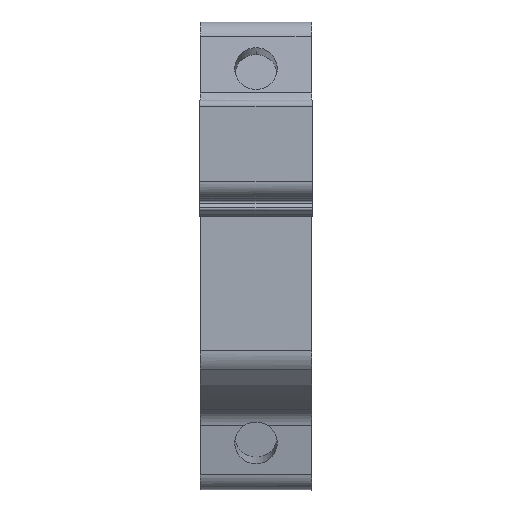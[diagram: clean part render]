
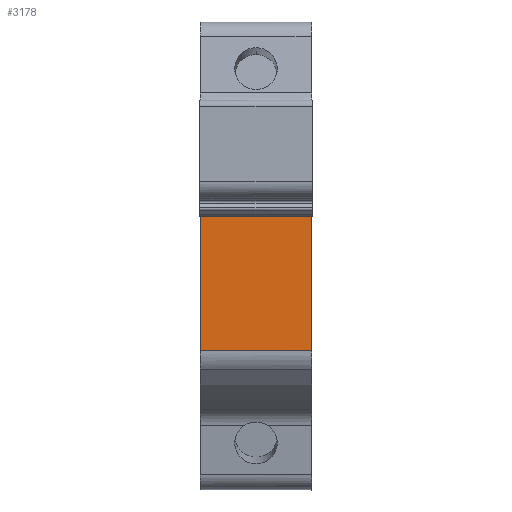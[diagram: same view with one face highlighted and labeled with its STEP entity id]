
A CAD part, top view. The second image highlights one B-rep face of the part: STEP entity #3178.
In plain terms, the highlighted planar face has unit normal (0, 0, 1).
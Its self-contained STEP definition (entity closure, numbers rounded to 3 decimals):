
#3117=AXIS2_PLACEMENT_3D('Plane Axis2P3D',#3114,#3115,#3116) ;
#615=CARTESIAN_POINT('Vertex',(0.1,21.554,52.25)) ;
#618=CARTESIAN_POINT('Line Origine',(0.1,32.,52.25)) ;
#622=CARTESIAN_POINT('Vertex',(0.1,42.445,52.25)) ;
#848=CARTESIAN_POINT('Vertex',(17.4,42.445,52.25)) ;
#851=CARTESIAN_POINT('Line Origine',(17.4,32.,52.25)) ;
#855=CARTESIAN_POINT('Vertex',(17.4,21.554,52.25)) ;
#3100=CARTESIAN_POINT('Line Origine',(8.75,21.554,52.25)) ;
#3114=CARTESIAN_POINT('Axis2P3D Location',(16.,22.423,52.25)) ;
#3119=CARTESIAN_POINT('Line Origine',(17.275,42.445,52.25)) ;
#3123=CARTESIAN_POINT('Vertex',(17.15,42.445,52.25)) ;
#3126=CARTESIAN_POINT('Line Origine',(16.65,42.445,52.25)) ;
#3130=CARTESIAN_POINT('Vertex',(16.15,42.445,52.25)) ;
#3133=CARTESIAN_POINT('Line Origine',(15.945,42.445,52.25)) ;
#3137=CARTESIAN_POINT('Vertex',(15.741,42.445,52.25)) ;
#3140=CARTESIAN_POINT('Line Origine',(8.8,42.445,52.25)) ;
#3144=CARTESIAN_POINT('Vertex',(1.859,42.445,52.25)) ;
#3147=CARTESIAN_POINT('Line Origine',(1.605,42.445,52.25)) ;
#3151=CARTESIAN_POINT('Vertex',(1.35,42.445,52.25)) ;
#3154=CARTESIAN_POINT('Line Origine',(0.85,42.445,52.25)) ;
#3158=CARTESIAN_POINT('Vertex',(0.35,42.445,52.25)) ;
#3161=CARTESIAN_POINT('Line Origine',(0.225,42.445,52.25)) ;
#619=DIRECTION('Vector Direction',(0.,-1.,0.)) ;
#852=DIRECTION('Vector Direction',(0.,-1.,0.)) ;
#3101=DIRECTION('Vector Direction',(-1.,0.,0.)) ;
#3115=DIRECTION('Axis2P3D Direction',(0.,0.,1.)) ;
#3116=DIRECTION('Axis2P3D XDirection',(0.,1.,0.)) ;
#3120=DIRECTION('Vector Direction',(-1.,0.,0.)) ;
#3127=DIRECTION('Vector Direction',(-1.,0.,0.)) ;
#3134=DIRECTION('Vector Direction',(-1.,0.,0.)) ;
#3141=DIRECTION('Vector Direction',(1.,0.,0.)) ;
#3148=DIRECTION('Vector Direction',(-1.,0.,0.)) ;
#3155=DIRECTION('Vector Direction',(-1.,0.,0.)) ;
#3162=DIRECTION('Vector Direction',(-1.,0.,0.)) ;
#620=VECTOR('Line Direction',#619,1.) ;
#853=VECTOR('Line Direction',#852,1.) ;
#3102=VECTOR('Line Direction',#3101,1.) ;
#3121=VECTOR('Line Direction',#3120,1.) ;
#3128=VECTOR('Line Direction',#3127,1.) ;
#3135=VECTOR('Line Direction',#3134,1.) ;
#3142=VECTOR('Line Direction',#3141,1.) ;
#3149=VECTOR('Line Direction',#3148,1.) ;
#3156=VECTOR('Line Direction',#3155,1.) ;
#3163=VECTOR('Line Direction',#3162,1.) ;
#3167=ORIENTED_EDGE('',*,*,#3104,.T.) ;
#3168=ORIENTED_EDGE('',*,*,#857,.T.) ;
#3169=ORIENTED_EDGE('',*,*,#3125,.F.) ;
#3170=ORIENTED_EDGE('',*,*,#3132,.F.) ;
#3171=ORIENTED_EDGE('',*,*,#3139,.F.) ;
#3172=ORIENTED_EDGE('',*,*,#3146,.F.) ;
#3173=ORIENTED_EDGE('',*,*,#3153,.F.) ;
#3174=ORIENTED_EDGE('',*,*,#3160,.F.) ;
#3175=ORIENTED_EDGE('',*,*,#3165,.F.) ;
#3176=ORIENTED_EDGE('',*,*,#624,.F.) ;
#3178=ADVANCED_FACE('SICHERUNG',(#3177),#3118,.T.) ;
#624=EDGE_CURVE('',#616,#623,#621,.F.) ;
#857=EDGE_CURVE('',#856,#849,#854,.F.) ;
#3104=EDGE_CURVE('',#616,#856,#3103,.F.) ;
#3125=EDGE_CURVE('',#3124,#849,#3122,.F.) ;
#3132=EDGE_CURVE('',#3131,#3124,#3129,.F.) ;
#3139=EDGE_CURVE('',#3138,#3131,#3136,.F.) ;
#3146=EDGE_CURVE('',#3145,#3138,#3143,.T.) ;
#3153=EDGE_CURVE('',#3152,#3145,#3150,.F.) ;
#3160=EDGE_CURVE('',#3159,#3152,#3157,.F.) ;
#3165=EDGE_CURVE('',#623,#3159,#3164,.F.) ;
#3166=EDGE_LOOP('',(#3167,#3168,#3169,#3170,#3171,#3172,#3173,#3174,#3175,#3176)) ;
#3177=FACE_OUTER_BOUND('',#3166,.T.) ;
#621=LINE('Line',#618,#620) ;
#854=LINE('Line',#851,#853) ;
#3103=LINE('Line',#3100,#3102) ;
#3122=LINE('Line',#3119,#3121) ;
#3129=LINE('Line',#3126,#3128) ;
#3136=LINE('Line',#3133,#3135) ;
#3143=LINE('Line',#3140,#3142) ;
#3150=LINE('Line',#3147,#3149) ;
#3157=LINE('Line',#3154,#3156) ;
#3164=LINE('Line',#3161,#3163) ;
#3118=PLANE('',#3117) ;
#616=VERTEX_POINT('',#615) ;
#623=VERTEX_POINT('',#622) ;
#849=VERTEX_POINT('',#848) ;
#856=VERTEX_POINT('',#855) ;
#3124=VERTEX_POINT('',#3123) ;
#3131=VERTEX_POINT('',#3130) ;
#3138=VERTEX_POINT('',#3137) ;
#3145=VERTEX_POINT('',#3144) ;
#3152=VERTEX_POINT('',#3151) ;
#3159=VERTEX_POINT('',#3158) ;
